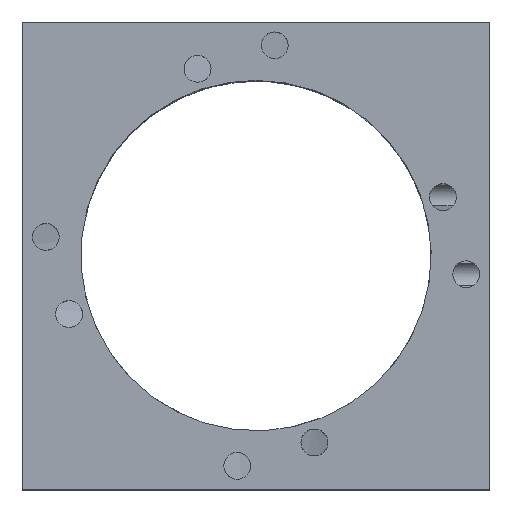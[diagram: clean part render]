
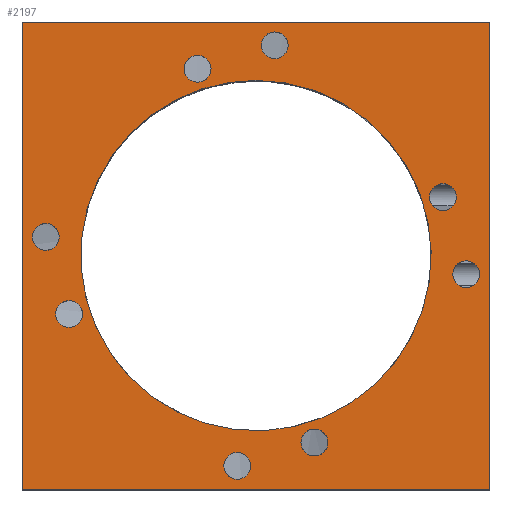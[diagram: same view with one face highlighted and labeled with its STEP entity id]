
A CAD part, top view. The second image highlights one B-rep face of the part: STEP entity #2197.
In plain terms, the highlighted planar face has unit normal (0, 0, 1).
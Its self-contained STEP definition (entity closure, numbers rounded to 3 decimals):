
#40=PLANE('',#2436);
#318=FACE_BOUND('',#736,.T.);
#319=FACE_BOUND('',#737,.T.);
#320=FACE_BOUND('',#738,.T.);
#321=FACE_BOUND('',#739,.T.);
#322=FACE_BOUND('',#740,.T.);
#323=FACE_BOUND('',#741,.T.);
#324=FACE_BOUND('',#742,.T.);
#325=FACE_BOUND('',#743,.T.);
#326=FACE_BOUND('',#744,.T.);
#470=FACE_OUTER_BOUND('',#735,.T.);
#735=EDGE_LOOP('',(#1877,#1878,#1879,#1880));
#736=EDGE_LOOP('',(#1881));
#737=EDGE_LOOP('',(#1882));
#738=EDGE_LOOP('',(#1883));
#739=EDGE_LOOP('',(#1884));
#740=EDGE_LOOP('',(#1885));
#741=EDGE_LOOP('',(#1886));
#742=EDGE_LOOP('',(#1887));
#743=EDGE_LOOP('',(#1888));
#744=EDGE_LOOP('',(#1889));
#1024=CIRCLE('',#2413,15.);
#1038=CIRCLE('',#2437,1.15);
#1039=CIRCLE('',#2438,1.15);
#1040=CIRCLE('',#2439,1.15);
#1041=CIRCLE('',#2440,1.15);
#1042=CIRCLE('',#2441,1.15);
#1043=CIRCLE('',#2442,1.15);
#1044=CIRCLE('',#2443,1.15);
#1045=CIRCLE('',#2444,1.15);
#1083=LINE('',#4189,#1111);
#1086=LINE('',#4267,#1114);
#1091=LINE('',#5382,#1119);
#1092=LINE('',#5383,#1120);
#1111=VECTOR('',#2627,40.);
#1114=VECTOR('',#2680,40.);
#1119=VECTOR('',#2911,40.);
#1120=VECTOR('',#2912,40.);
#1195=VERTEX_POINT('',#4186);
#1196=VERTEX_POINT('',#4188);
#1211=VERTEX_POINT('',#4264);
#1212=VERTEX_POINT('',#4266);
#1283=VERTEX_POINT('',#5132);
#1303=VERTEX_POINT('',#5384);
#1304=VERTEX_POINT('',#5386);
#1305=VERTEX_POINT('',#5388);
#1306=VERTEX_POINT('',#5390);
#1307=VERTEX_POINT('',#5392);
#1308=VERTEX_POINT('',#5394);
#1309=VERTEX_POINT('',#5396);
#1310=VERTEX_POINT('',#5398);
#1415=EDGE_CURVE('',#1196,#1195,#1083,.T.);
#1435=EDGE_CURVE('',#1212,#1211,#1086,.T.);
#1512=EDGE_CURVE('',#1283,#1283,#1024,.T.);
#1534=EDGE_CURVE('',#1211,#1196,#1091,.T.);
#1535=EDGE_CURVE('',#1195,#1212,#1092,.T.);
#1536=EDGE_CURVE('',#1303,#1303,#1038,.T.);
#1537=EDGE_CURVE('',#1304,#1304,#1039,.T.);
#1538=EDGE_CURVE('',#1305,#1305,#1040,.T.);
#1539=EDGE_CURVE('',#1306,#1306,#1041,.T.);
#1540=EDGE_CURVE('',#1307,#1307,#1042,.T.);
#1541=EDGE_CURVE('',#1308,#1308,#1043,.T.);
#1542=EDGE_CURVE('',#1309,#1309,#1044,.T.);
#1543=EDGE_CURVE('',#1310,#1310,#1045,.T.);
#1877=ORIENTED_EDGE('',*,*,#1435,.T.);
#1878=ORIENTED_EDGE('',*,*,#1534,.T.);
#1879=ORIENTED_EDGE('',*,*,#1415,.T.);
#1880=ORIENTED_EDGE('',*,*,#1535,.T.);
#1881=ORIENTED_EDGE('',*,*,#1512,.F.);
#1882=ORIENTED_EDGE('',*,*,#1536,.F.);
#1883=ORIENTED_EDGE('',*,*,#1537,.F.);
#1884=ORIENTED_EDGE('',*,*,#1538,.F.);
#1885=ORIENTED_EDGE('',*,*,#1539,.F.);
#1886=ORIENTED_EDGE('',*,*,#1540,.F.);
#1887=ORIENTED_EDGE('',*,*,#1541,.F.);
#1888=ORIENTED_EDGE('',*,*,#1542,.F.);
#1889=ORIENTED_EDGE('',*,*,#1543,.F.);
#2197=ADVANCED_FACE('',(#470,#318,#319,#320,#321,#322,#323,#324,#325,#326),
#40,.T.);
#2413=AXIS2_PLACEMENT_3D('',#5133,#2861,#2862);
#2436=AXIS2_PLACEMENT_3D('',#5381,#2909,#2910);
#2437=AXIS2_PLACEMENT_3D('',#5385,#2913,#2914);
#2438=AXIS2_PLACEMENT_3D('',#5387,#2915,#2916);
#2439=AXIS2_PLACEMENT_3D('',#5389,#2917,#2918);
#2440=AXIS2_PLACEMENT_3D('',#5391,#2919,#2920);
#2441=AXIS2_PLACEMENT_3D('',#5393,#2921,#2922);
#2442=AXIS2_PLACEMENT_3D('',#5395,#2923,#2924);
#2443=AXIS2_PLACEMENT_3D('',#5397,#2925,#2926);
#2444=AXIS2_PLACEMENT_3D('',#5399,#2927,#2928);
#2627=DIRECTION('',(0.,1.,0.));
#2680=DIRECTION('',(0.,-1.,0.));
#2861=DIRECTION('center_axis',(0.,0.,1.));
#2862=DIRECTION('ref_axis',(1.,0.,0.));
#2909=DIRECTION('center_axis',(0.,0.,1.));
#2910=DIRECTION('ref_axis',(1.,0.,0.));
#2911=DIRECTION('',(1.,0.,0.));
#2912=DIRECTION('',(-1.,0.,0.));
#2913=DIRECTION('center_axis',(0.,0.,1.));
#2914=DIRECTION('ref_axis',(1.,0.,0.));
#2915=DIRECTION('center_axis',(0.,0.,1.));
#2916=DIRECTION('ref_axis',(1.,0.,0.));
#2917=DIRECTION('center_axis',(0.,0.,1.));
#2918=DIRECTION('ref_axis',(1.,0.,0.));
#2919=DIRECTION('center_axis',(0.,0.,1.));
#2920=DIRECTION('ref_axis',(1.,0.,0.));
#2921=DIRECTION('center_axis',(0.,0.,1.));
#2922=DIRECTION('ref_axis',(1.,0.,0.));
#2923=DIRECTION('center_axis',(0.,0.,1.));
#2924=DIRECTION('ref_axis',(1.,0.,0.));
#2925=DIRECTION('center_axis',(0.,0.,1.));
#2926=DIRECTION('ref_axis',(1.,0.,0.));
#2927=DIRECTION('center_axis',(0.,0.,1.));
#2928=DIRECTION('ref_axis',(1.,0.,0.));
#4186=CARTESIAN_POINT('',(-620.041,258.691,1155.4));
#4188=CARTESIAN_POINT('',(-620.041,218.691,1155.4));
#4189=CARTESIAN_POINT('',(-620.041,218.691,1155.4));
#4264=CARTESIAN_POINT('',(-660.041,218.691,1155.4));
#4266=CARTESIAN_POINT('',(-660.041,258.691,1155.4));
#4267=CARTESIAN_POINT('',(-660.041,258.691,1155.4));
#5132=CARTESIAN_POINT('',(-640.041,253.691,1155.4));
#5133=CARTESIAN_POINT('Origin',(-640.041,238.691,1155.4));
#5381=CARTESIAN_POINT('Origin',(-660.041,258.691,1155.4));
#5382=CARTESIAN_POINT('',(-660.041,218.691,1155.4));
#5383=CARTESIAN_POINT('',(-620.041,258.691,1155.4));
#5384=CARTESIAN_POINT('',(-641.641,221.841,1155.4));
#5385=CARTESIAN_POINT('Origin',(-641.641,220.691,1155.4));
#5386=CARTESIAN_POINT('',(-635.041,221.541,1155.4));
#5387=CARTESIAN_POINT('Origin',(-635.041,222.691,1155.4));
#5388=CARTESIAN_POINT('',(-656.041,232.541,1155.4));
#5389=CARTESIAN_POINT('Origin',(-656.041,233.691,1155.4));
#5390=CARTESIAN_POINT('',(-658.041,239.141,1155.4));
#5391=CARTESIAN_POINT('Origin',(-658.041,240.291,1155.4));
#5392=CARTESIAN_POINT('',(-624.041,244.841,1155.4));
#5393=CARTESIAN_POINT('Origin',(-624.041,243.691,1155.4));
#5394=CARTESIAN_POINT('',(-622.041,235.941,1155.4));
#5395=CARTESIAN_POINT('Origin',(-622.041,237.091,1155.4));
#5396=CARTESIAN_POINT('',(-645.041,253.541,1155.4));
#5397=CARTESIAN_POINT('Origin',(-645.041,254.691,1155.4));
#5398=CARTESIAN_POINT('',(-638.441,255.541,1155.4));
#5399=CARTESIAN_POINT('Origin',(-638.441,256.691,1155.4));
